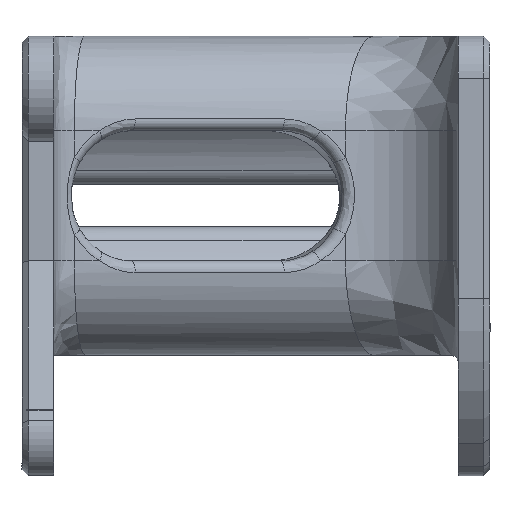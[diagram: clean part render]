
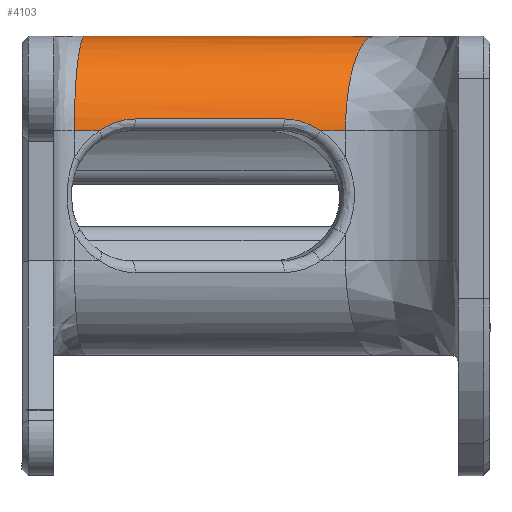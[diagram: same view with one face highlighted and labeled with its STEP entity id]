
A CAD part, left-side view. The second image highlights one B-rep face of the part: STEP entity #4103.
In plain terms, the highlighted cylindrical face has radius 9 mm (diameter 18 mm), a partial arc.
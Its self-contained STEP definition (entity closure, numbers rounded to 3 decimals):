
#51=CYLINDRICAL_SURFACE('',#4437,9.);
#195=ELLIPSE('',#4436,10.004,9.);
#196=ELLIPSE('',#4438,10.922,9.);
#289=B_SPLINE_CURVE_WITH_KNOTS('',3,(#7461,#7462,#7463,#7464),
 .UNSPECIFIED.,.F.,.F.,(4,4),(-0.384,0.),.UNSPECIFIED.);
#291=B_SPLINE_CURVE_WITH_KNOTS('',3,(#7502,#7503,#7504,#7505),
 .UNSPECIFIED.,.F.,.F.,(4,4),(-0.384,0.),.UNSPECIFIED.);
#349=LINE('',#5658,#692);
#555=LINE('',#7436,#898);
#559=LINE('',#7630,#902);
#576=LINE('',#7981,#919);
#692=VECTOR('',#4612,10.);
#898=VECTOR('',#5180,10.);
#902=VECTOR('',#5212,9.);
#919=VECTOR('',#5277,9.);
#1170=FACE_OUTER_BOUND('',#1424,.T.);
#1424=EDGE_LOOP('',(#3417,#3418,#3419,#3420,#3421,#3422,#3423,#3424));
#1686=VERTEX_POINT('',#5655);
#1687=VERTEX_POINT('',#5657);
#1927=VERTEX_POINT('',#7383);
#1928=VERTEX_POINT('',#7429);
#1931=VERTEX_POINT('',#7434);
#1932=VERTEX_POINT('',#7470);
#1944=VERTEX_POINT('',#7628);
#1963=VERTEX_POINT('',#7944);
#2063=EDGE_CURVE('',#1686,#1687,#349,.T.);
#2438=EDGE_CURVE('',#1931,#1928,#555,.T.);
#2439=EDGE_CURVE('',#1928,#1927,#289,.T.);
#2445=EDGE_CURVE('',#1932,#1931,#291,.T.);
#2462=EDGE_CURVE('',#1932,#1944,#559,.T.);
#2498=EDGE_CURVE('',#1963,#1686,#195,.T.);
#2499=EDGE_CURVE('',#1687,#1944,#196,.T.);
#2500=EDGE_CURVE('',#1963,#1927,#576,.T.);
#3417=ORIENTED_EDGE('',*,*,#2445,.F.);
#3418=ORIENTED_EDGE('',*,*,#2462,.T.);
#3419=ORIENTED_EDGE('',*,*,#2499,.F.);
#3420=ORIENTED_EDGE('',*,*,#2063,.F.);
#3421=ORIENTED_EDGE('',*,*,#2498,.F.);
#3422=ORIENTED_EDGE('',*,*,#2500,.T.);
#3423=ORIENTED_EDGE('',*,*,#2439,.F.);
#3424=ORIENTED_EDGE('',*,*,#2438,.F.);
#4103=ADVANCED_FACE('',(#1170),#51,.T.);
#4436=AXIS2_PLACEMENT_3D('',#7978,#5271,#5272);
#4437=AXIS2_PLACEMENT_3D('',#7979,#5273,#5274);
#4438=AXIS2_PLACEMENT_3D('',#7980,#5275,#5276);
#4612=DIRECTION('',(0.342,-0.94,0.));
#5180=DIRECTION('',(-0.342,0.94,0.));
#5212=DIRECTION('',(0.342,-0.94,0.));
#5271=DIRECTION('center_axis',(0.103,0.995,0.));
#5272=DIRECTION('ref_axis',(-0.995,0.103,0.));
#5273=DIRECTION('center_axis',(0.342,-0.94,0.));
#5274=DIRECTION('ref_axis',(-0.026,-0.01,1.));
#5275=DIRECTION('center_axis',(-0.251,-0.968,0.));
#5276=DIRECTION('ref_axis',(-0.968,0.251,0.));
#5277=DIRECTION('',(0.342,-0.94,0.));
#5655=CARTESIAN_POINT('',(-107.453,248.367,-26.879));
#5657=CARTESIAN_POINT('',(-97.461,220.915,-26.879));
#5658=CARTESIAN_POINT('',(-103.348,237.087,-26.879));
#7383=CARTESIAN_POINT('',(-116.26,246.991,-35.876));
#7429=CARTESIAN_POINT('',(-114.944,243.58,-34.751));
#7434=CARTESIAN_POINT('',(-109.785,229.406,-34.751));
#7436=CARTESIAN_POINT('',(-111.501,234.12,-34.751));
#7461=CARTESIAN_POINT('Ctrl Pts',(-114.944,243.58,-34.751));
#7462=CARTESIAN_POINT('Ctrl Pts',(-115.381,244.782,-34.751));
#7463=CARTESIAN_POINT('Ctrl Pts',(-115.884,245.957,-35.143));
#7464=CARTESIAN_POINT('Ctrl Pts',(-116.26,246.991,-35.876));
#7470=CARTESIAN_POINT('',(-108.601,225.947,-35.876));
#7502=CARTESIAN_POINT('Ctrl Pts',(-108.601,225.947,-35.876));
#7503=CARTESIAN_POINT('Ctrl Pts',(-108.977,226.981,-35.143));
#7504=CARTESIAN_POINT('Ctrl Pts',(-109.347,228.204,-34.751));
#7505=CARTESIAN_POINT('Ctrl Pts',(-109.785,229.406,-34.751));
#7628=CARTESIAN_POINT('',(-107.737,223.574,-35.876));
#7630=CARTESIAN_POINT('',(-111.567,234.096,-35.876));
#7944=CARTESIAN_POINT('',(-117.124,249.364,-35.876));
#7978=CARTESIAN_POINT('Origin',(-107.173,248.338,-35.876));
#7979=CARTESIAN_POINT('Origin',(-103.11,237.174,-35.876));
#7980=CARTESIAN_POINT('Origin',(-97.164,220.838,-35.876));
#7981=CARTESIAN_POINT('',(-111.567,234.096,-35.876));
